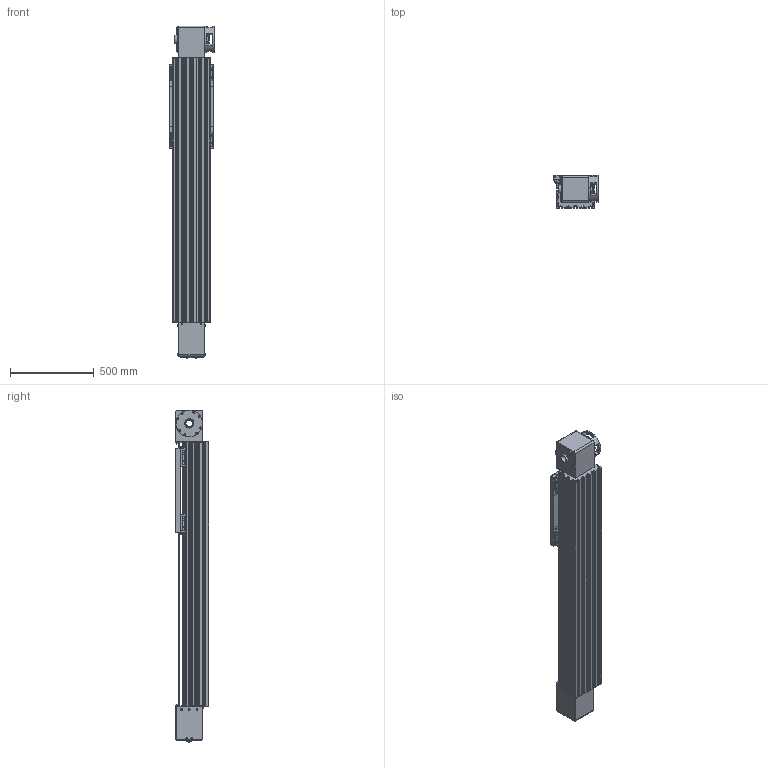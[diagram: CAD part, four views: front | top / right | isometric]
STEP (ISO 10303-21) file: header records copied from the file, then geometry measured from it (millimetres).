
FILE_DESCRIPTION(/* description */ ('STEP AP214','CAx-IF Rec.Pracs.---Representation and Presentation of Product Manufacturing Information (PMI)---4.0---2014-10-13'),/* implementation_level */ '2;1');
FILE_NAME(/* name */ '823.HHL CAD FILE.stp',/* time_stamp */ '2022-07-06T16:46:27+02:00',/* author */ ('Ufficio Tecnico'),/* organization */ (''),/* preprocessor_version */ 'ST-DEVELOPER v18.1',/* originating_system */ 'Autodesk Inventor 2022',/* authorisation */ '');
FILE_SCHEMA (('AP242_MANAGED_MODEL_BASED_3D_ENGINEERING_MIM_LF { 1 0 10303 442 1 1 4 }'));
Products named in the file (8): 823.HHL CAD FILE; Profilo 822.HHL; Coperchio 822.HHL; Carrello 822.HHL; Testata condotta 822.HHL; Testata Motore 823.HHL; Flangia riduttore 823.HHL; Calettatore 823.HHL
Assembly tree (7 placements, depth 2):
  823.HHL CAD FILE
    Profilo 822.HHL
    Coperchio 822.HHL
    Carrello 822.HHL
    Testata condotta 822.HHL
    Testata Motore 823.HHL
    Flangia riduttore 823.HHL
    Calettatore 823.HHL
Bounding box: 265 x 197.2 x 1980.75 mm (x, y, z)
Volume: 59670113.1 mm3; surface area: 3635191.1 mm2
Topology: 15 solids, 15 shells, 3666 faces, 10337 edges, 6931 vertices
Faces by surface type: plane 2300, cylinder 1129, cone 97, torus 88, bspline 36, sphere 16
Full cylindrical faces by diameter (mm): 4.134 x8, 4.917 x28, 5.5 x16, 6 x16, 6.647 x8, 7 x48, 7.6 x8, 8 x20, 9.5 x2, 10 x20, 10.5 x10, 11 x12, 12 x8, 13 x16, 14 x16, 40 x1, 50 x3, 52 x2, 53 x1, 60 x3, 82.4 x2, 90 x2, 100 x1, 120 x1, 130 x3, 160 x2
Entity records: 136280 total; most frequent: CARTESIAN_POINT 35010, ORIENTED_EDGE 20626, DIRECTION 20024, EDGE_CURVE 10313, LINE 7376, VECTOR 7376, VERTEX_POINT 6931, AXIS2_PLACEMENT_3D 6324
